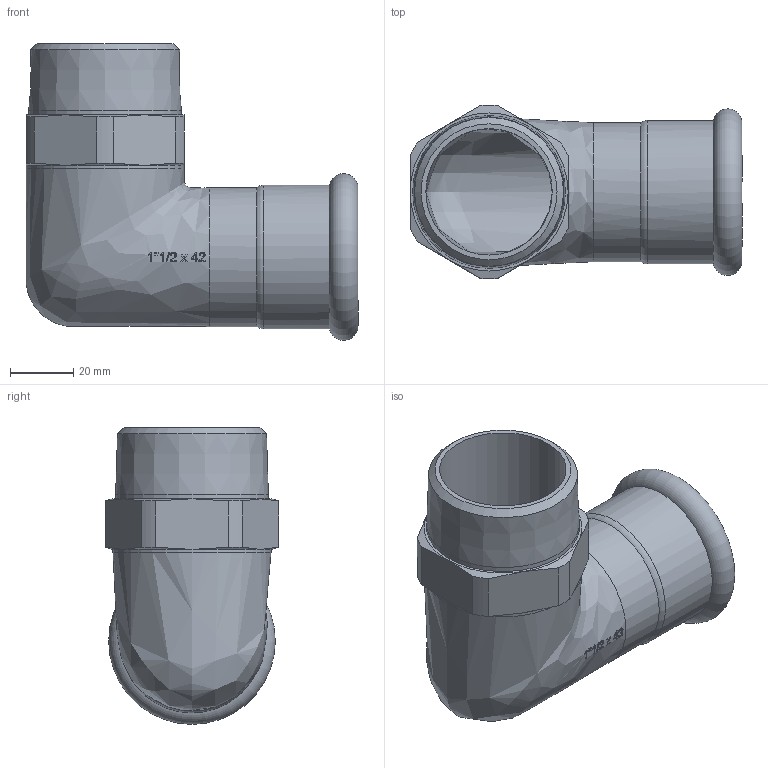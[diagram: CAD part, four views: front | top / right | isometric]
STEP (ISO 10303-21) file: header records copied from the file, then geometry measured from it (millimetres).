
FILE_DESCRIPTION(/* description */ ('Gomito 90° filettato maschio 1" 1/2 x42 / Elbow adapter 90° with male thread 1" 1/2 x42'),/* implementation_level */ '2;1');
FILE_NAME(/* name */ '197112042_Inoxpres.stp',/* time_stamp */ '2022-10-12T16:34:55+02:00',/* author */ ('Vault'),/* organization */ ('Raccorderie metalliche s.p.a. '),/* preprocessor_version */ 'ST-DEVELOPER v18.1',/* originating_system */ 'Autodesk Inventor 2020',/* authorisation */ 'Raccorderie metalliche s.p.a. ');
FILE_SCHEMA (('AUTOMOTIVE_DESIGN { 1 0 10303 214 3 1 1 }'));
Length unit declared in the file: millimetre
Products named in the file (1): 197112042_Inoxpres
Bounding box: 105 x 54.97 x 93.85 mm (x, y, z)
Volume: 68886.5 mm3; surface area: 41724.7 mm2
Topology: 1 solids, 1 shells, 186 faces, 513 edges, 344 vertices
Faces by surface type: plane 79, bspline 71, cylinder 16, cone 15, torus 5
Full cylindrical faces by diameter (mm): 39.4 x1, 40 x1, 41 x1, 42.4 x1, 42.7 x2, 44 x1, 45.4 x1, 48.3 x1, 50 x1
Entity records: 8679 total; most frequent: CARTESIAN_POINT 4575, ORIENTED_EDGE 1026, DIRECTION 556, EDGE_CURVE 513, VERTEX_POINT 344, B_SPLINE_CURVE_WITH_KNOTS 252, EDGE_LOOP 203, AXIS2_PLACEMENT_3D 203
